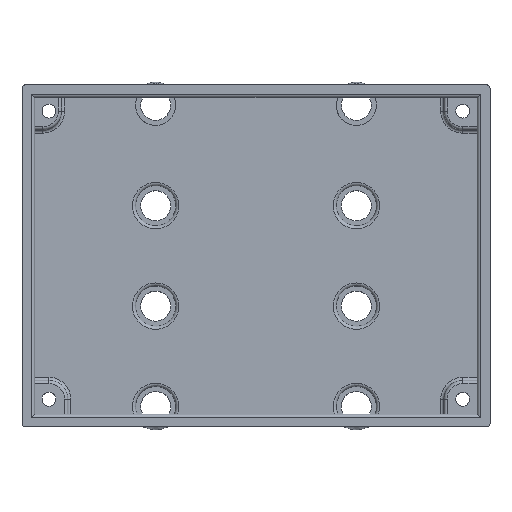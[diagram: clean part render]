
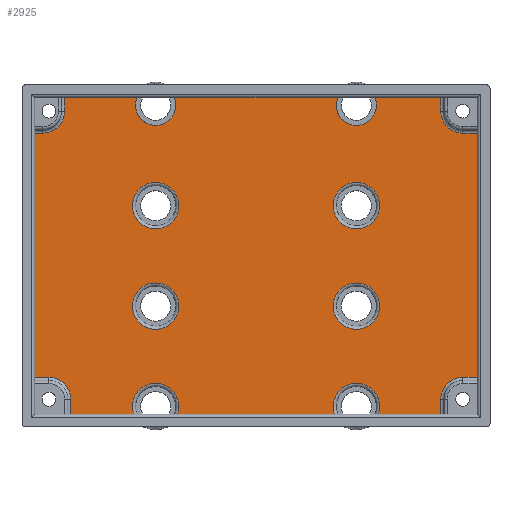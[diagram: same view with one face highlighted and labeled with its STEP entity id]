
A CAD part, top view. The second image highlights one B-rep face of the part: STEP entity #2925.
In plain terms, the highlighted planar face has unit normal (0, 0, 1).
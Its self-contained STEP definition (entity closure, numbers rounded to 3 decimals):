
#119=FACE_BOUND('',#671,.T.);
#120=FACE_BOUND('',#672,.T.);
#121=FACE_BOUND('',#673,.T.);
#122=FACE_BOUND('',#674,.T.);
#200=CIRCLE('',#3146,3.7);
#204=CIRCLE('',#3151,3.7);
#205=CIRCLE('',#3152,3.5);
#206=CIRCLE('',#3153,3.5);
#207=CIRCLE('',#3154,3.2);
#208=CIRCLE('',#3155,3.2);
#209=CIRCLE('',#3156,3.2);
#210=CIRCLE('',#3157,3.2);
#211=CIRCLE('',#3158,3.5);
#212=CIRCLE('',#3159,3.5);
#213=CIRCLE('',#3160,3.7);
#214=CIRCLE('',#3161,3.7);
#215=CIRCLE('',#3162,3.7);
#216=CIRCLE('',#3163,3.7);
#479=FACE_OUTER_BOUND('',#670,.T.);
#670=EDGE_LOOP('',(#2024,#2025,#2026,#2027,#2028,#2029,#2030,#2031,#2032,
#2033,#2034,#2035,#2036,#2037,#2038,#2039,#2040,#2041,#2042,#2043,#2044,
#2045,#2046,#2047,#2048,#2049));
#671=EDGE_LOOP('',(#2050));
#672=EDGE_LOOP('',(#2051));
#673=EDGE_LOOP('',(#2052));
#674=EDGE_LOOP('',(#2053));
#899=LINE('',#4545,#1059);
#907=LINE('',#4569,#1067);
#911=LINE('',#4599,#1071);
#917=LINE('',#4631,#1077);
#925=LINE('',#4655,#1085);
#929=LINE('',#4662,#1089);
#931=LINE('',#4680,#1091);
#932=LINE('',#4684,#1092);
#933=LINE('',#4686,#1093);
#934=LINE('',#4688,#1094);
#935=LINE('',#4691,#1095);
#936=LINE('',#4699,#1096);
#937=LINE('',#4703,#1097);
#938=LINE('',#4705,#1098);
#939=LINE('',#4707,#1099);
#940=LINE('',#4710,#1100);
#1059=VECTOR('',#3548,10.);
#1067=VECTOR('',#3564,10.);
#1071=VECTOR('',#3568,10.);
#1077=VECTOR('',#3588,10.);
#1085=VECTOR('',#3604,10.);
#1089=VECTOR('',#3608,10.);
#1091=VECTOR('',#3630,10.);
#1092=VECTOR('',#3633,10.);
#1093=VECTOR('',#3634,10.);
#1094=VECTOR('',#3635,10.);
#1095=VECTOR('',#3638,10.);
#1096=VECTOR('',#3647,10.);
#1097=VECTOR('',#3650,10.);
#1098=VECTOR('',#3651,10.);
#1099=VECTOR('',#3652,10.);
#1100=VECTOR('',#3655,10.);
#1233=VERTEX_POINT('',#4533);
#1234=VERTEX_POINT('',#4544);
#1245=VERTEX_POINT('',#4566);
#1246=VERTEX_POINT('',#4568);
#1251=VERTEX_POINT('',#4587);
#1252=VERTEX_POINT('',#4598);
#1259=VERTEX_POINT('',#4626);
#1260=VERTEX_POINT('',#4628);
#1261=VERTEX_POINT('',#4630);
#1272=VERTEX_POINT('',#4652);
#1273=VERTEX_POINT('',#4654);
#1276=VERTEX_POINT('',#4660);
#1279=VERTEX_POINT('',#4670);
#1282=VERTEX_POINT('',#4679);
#1283=VERTEX_POINT('',#4681);
#1284=VERTEX_POINT('',#4683);
#1285=VERTEX_POINT('',#4685);
#1286=VERTEX_POINT('',#4687);
#1287=VERTEX_POINT('',#4689);
#1288=VERTEX_POINT('',#4692);
#1289=VERTEX_POINT('',#4695);
#1290=VERTEX_POINT('',#4698);
#1291=VERTEX_POINT('',#4700);
#1292=VERTEX_POINT('',#4702);
#1293=VERTEX_POINT('',#4704);
#1294=VERTEX_POINT('',#4706);
#1295=VERTEX_POINT('',#4708);
#1296=VERTEX_POINT('',#4712);
#1297=VERTEX_POINT('',#4714);
#1298=VERTEX_POINT('',#4716);
#1514=EDGE_CURVE('',#1234,#1233,#899,.T.);
#1526=EDGE_CURVE('',#1246,#1245,#907,.T.);
#1532=EDGE_CURVE('',#1252,#1251,#911,.T.);
#1543=EDGE_CURVE('',#1261,#1260,#917,.T.);
#1555=EDGE_CURVE('',#1273,#1272,#925,.T.);
#1559=EDGE_CURVE('',#1259,#1276,#929,.T.);
#1563=EDGE_CURVE('',#1279,#1279,#200,.T.);
#1567=EDGE_CURVE('',#1246,#1251,#204,.T.);
#1568=EDGE_CURVE('',#1282,#1245,#931,.T.);
#1569=EDGE_CURVE('',#1283,#1282,#205,.T.);
#1570=EDGE_CURVE('',#1284,#1283,#932,.T.);
#1571=EDGE_CURVE('',#1284,#1285,#933,.T.);
#1572=EDGE_CURVE('',#1286,#1285,#934,.T.);
#1573=EDGE_CURVE('',#1287,#1286,#206,.T.);
#1574=EDGE_CURVE('',#1261,#1287,#935,.T.);
#1575=EDGE_CURVE('',#1260,#1288,#207,.T.);
#1576=EDGE_CURVE('',#1288,#1259,#208,.T.);
#1577=EDGE_CURVE('',#1276,#1289,#209,.T.);
#1578=EDGE_CURVE('',#1289,#1273,#210,.T.);
#1579=EDGE_CURVE('',#1290,#1272,#936,.T.);
#1580=EDGE_CURVE('',#1291,#1290,#211,.T.);
#1581=EDGE_CURVE('',#1292,#1291,#937,.T.);
#1582=EDGE_CURVE('',#1292,#1293,#938,.T.);
#1583=EDGE_CURVE('',#1294,#1293,#939,.T.);
#1584=EDGE_CURVE('',#1295,#1294,#212,.T.);
#1585=EDGE_CURVE('',#1234,#1295,#940,.T.);
#1586=EDGE_CURVE('',#1252,#1233,#213,.T.);
#1587=EDGE_CURVE('',#1296,#1296,#214,.T.);
#1588=EDGE_CURVE('',#1297,#1297,#215,.T.);
#1589=EDGE_CURVE('',#1298,#1298,#216,.T.);
#2024=ORIENTED_EDGE('',*,*,#1567,.F.);
#2025=ORIENTED_EDGE('',*,*,#1526,.T.);
#2026=ORIENTED_EDGE('',*,*,#1568,.F.);
#2027=ORIENTED_EDGE('',*,*,#1569,.F.);
#2028=ORIENTED_EDGE('',*,*,#1570,.F.);
#2029=ORIENTED_EDGE('',*,*,#1571,.T.);
#2030=ORIENTED_EDGE('',*,*,#1572,.F.);
#2031=ORIENTED_EDGE('',*,*,#1573,.F.);
#2032=ORIENTED_EDGE('',*,*,#1574,.F.);
#2033=ORIENTED_EDGE('',*,*,#1543,.T.);
#2034=ORIENTED_EDGE('',*,*,#1575,.T.);
#2035=ORIENTED_EDGE('',*,*,#1576,.T.);
#2036=ORIENTED_EDGE('',*,*,#1559,.T.);
#2037=ORIENTED_EDGE('',*,*,#1577,.T.);
#2038=ORIENTED_EDGE('',*,*,#1578,.T.);
#2039=ORIENTED_EDGE('',*,*,#1555,.T.);
#2040=ORIENTED_EDGE('',*,*,#1579,.F.);
#2041=ORIENTED_EDGE('',*,*,#1580,.F.);
#2042=ORIENTED_EDGE('',*,*,#1581,.F.);
#2043=ORIENTED_EDGE('',*,*,#1582,.T.);
#2044=ORIENTED_EDGE('',*,*,#1583,.F.);
#2045=ORIENTED_EDGE('',*,*,#1584,.F.);
#2046=ORIENTED_EDGE('',*,*,#1585,.F.);
#2047=ORIENTED_EDGE('',*,*,#1514,.T.);
#2048=ORIENTED_EDGE('',*,*,#1586,.F.);
#2049=ORIENTED_EDGE('',*,*,#1532,.T.);
#2050=ORIENTED_EDGE('',*,*,#1587,.F.);
#2051=ORIENTED_EDGE('',*,*,#1588,.F.);
#2052=ORIENTED_EDGE('',*,*,#1589,.F.);
#2053=ORIENTED_EDGE('',*,*,#1563,.F.);
#2869=PLANE('',#3150);
#2925=ADVANCED_FACE('',(#479,#119,#120,#121,#122),#2869,.T.);
#3146=AXIS2_PLACEMENT_3D('',#4671,#3618,#3619);
#3150=AXIS2_PLACEMENT_3D('',#4677,#3626,#3627);
#3151=AXIS2_PLACEMENT_3D('',#4678,#3628,#3629);
#3152=AXIS2_PLACEMENT_3D('',#4682,#3631,#3632);
#3153=AXIS2_PLACEMENT_3D('',#4690,#3636,#3637);
#3154=AXIS2_PLACEMENT_3D('',#4693,#3639,#3640);
#3155=AXIS2_PLACEMENT_3D('',#4694,#3641,#3642);
#3156=AXIS2_PLACEMENT_3D('',#4696,#3643,#3644);
#3157=AXIS2_PLACEMENT_3D('',#4697,#3645,#3646);
#3158=AXIS2_PLACEMENT_3D('',#4701,#3648,#3649);
#3159=AXIS2_PLACEMENT_3D('',#4709,#3653,#3654);
#3160=AXIS2_PLACEMENT_3D('',#4711,#3656,#3657);
#3161=AXIS2_PLACEMENT_3D('',#4713,#3658,#3659);
#3162=AXIS2_PLACEMENT_3D('',#4715,#3660,#3661);
#3163=AXIS2_PLACEMENT_3D('',#4717,#3662,#3663);
#3548=DIRECTION('',(1.,0.,0.));
#3564=DIRECTION('',(1.,0.,0.));
#3568=DIRECTION('',(1.,0.,0.));
#3588=DIRECTION('',(-1.,0.,0.));
#3604=DIRECTION('',(-1.,0.,0.));
#3608=DIRECTION('',(-1.,0.,0.));
#3618=DIRECTION('center_axis',(0.,0.,1.));
#3619=DIRECTION('ref_axis',(1.,0.,0.));
#3626=DIRECTION('center_axis',(0.,0.,1.));
#3627=DIRECTION('ref_axis',(1.,0.,0.));
#3628=DIRECTION('center_axis',(0.,0.,1.));
#3629=DIRECTION('ref_axis',(0.,1.,0.));
#3630=DIRECTION('',(0.,-1.,0.));
#3631=DIRECTION('center_axis',(0.,0.,1.));
#3632=DIRECTION('ref_axis',(-0.707,0.707,0.));
#3633=DIRECTION('',(-1.,0.,0.));
#3634=DIRECTION('',(0.,1.,0.));
#3635=DIRECTION('',(1.,0.,0.));
#3636=DIRECTION('center_axis',(0.,0.,1.));
#3637=DIRECTION('ref_axis',(-0.707,-0.707,0.));
#3638=DIRECTION('',(0.,-1.,0.));
#3639=DIRECTION('center_axis',(0.,0.,-1.));
#3640=DIRECTION('ref_axis',(1.,0.,0.));
#3641=DIRECTION('center_axis',(0.,0.,-1.));
#3642=DIRECTION('ref_axis',(1.,0.,0.));
#3643=DIRECTION('center_axis',(0.,0.,-1.));
#3644=DIRECTION('ref_axis',(1.,0.,0.));
#3645=DIRECTION('center_axis',(0.,0.,-1.));
#3646=DIRECTION('ref_axis',(1.,0.,0.));
#3647=DIRECTION('',(0.,1.,0.));
#3648=DIRECTION('center_axis',(0.,0.,1.));
#3649=DIRECTION('ref_axis',(0.707,-0.707,0.));
#3650=DIRECTION('',(1.,0.,0.));
#3651=DIRECTION('',(0.,-1.,0.));
#3652=DIRECTION('',(-1.,0.,0.));
#3653=DIRECTION('center_axis',(0.,0.,1.));
#3654=DIRECTION('ref_axis',(0.707,0.707,0.));
#3655=DIRECTION('',(0.,1.,0.));
#3656=DIRECTION('center_axis',(0.,0.,1.));
#3657=DIRECTION('ref_axis',(0.,1.,0.));
#3658=DIRECTION('center_axis',(0.,0.,1.));
#3659=DIRECTION('ref_axis',(1.,0.,0.));
#3660=DIRECTION('center_axis',(0.,0.,1.));
#3661=DIRECTION('ref_axis',(1.,0.,0.));
#3662=DIRECTION('center_axis',(0.,0.,1.));
#3663=DIRECTION('ref_axis',(1.,0.,0.));
#4533=CARTESIAN_POINT('',(-19.482,-25.25,0.));
#4544=CARTESIAN_POINT('',(-29.5,-25.25,0.));
#4545=CARTESIAN_POINT('',(17.65,-25.25,0.));
#4566=CARTESIAN_POINT('',(29.45,-25.25,0.));
#4568=CARTESIAN_POINT('',(19.482,-25.25,0.));
#4569=CARTESIAN_POINT('',(17.65,-25.25,0.));
#4587=CARTESIAN_POINT('',(12.518,-25.25,0.));
#4598=CARTESIAN_POINT('',(-12.518,-25.25,0.));
#4599=CARTESIAN_POINT('',(17.65,-25.25,0.));
#4626=CARTESIAN_POINT('',(13.054,25.25,0.));
#4628=CARTESIAN_POINT('',(18.946,25.25,0.));
#4630=CARTESIAN_POINT('',(29.45,25.25,0.));
#4631=CARTESIAN_POINT('',(-17.65,25.25,0.));
#4652=CARTESIAN_POINT('',(-30.5,25.25,0.));
#4654=CARTESIAN_POINT('',(-18.946,25.25,0.));
#4655=CARTESIAN_POINT('',(-17.65,25.25,0.));
#4660=CARTESIAN_POINT('',(-13.054,25.25,0.));
#4662=CARTESIAN_POINT('',(-17.65,25.25,0.));
#4670=CARTESIAN_POINT('',(-12.3,8.,0.));
#4671=CARTESIAN_POINT('Origin',(-16.,8.,0.));
#4677=CARTESIAN_POINT('Origin',(0.,0.,
0.));
#4678=CARTESIAN_POINT('Origin',(16.,-24.,0.));
#4679=CARTESIAN_POINT('',(29.45,-22.85,0.));
#4680=CARTESIAN_POINT('',(29.45,-11.425,0.));
#4681=CARTESIAN_POINT('',(32.95,-19.35,0.));
#4682=CARTESIAN_POINT('Origin',(32.95,-22.85,0.));
#4683=CARTESIAN_POINT('',(35.3,-19.35,0.));
#4684=CARTESIAN_POINT('',(17.65,-19.35,0.));
#4685=CARTESIAN_POINT('',(35.3,19.57,0.));
#4686=CARTESIAN_POINT('',(35.3,12.625,0.));
#4687=CARTESIAN_POINT('',(32.95,19.57,0.));
#4688=CARTESIAN_POINT('',(16.475,19.57,0.));
#4689=CARTESIAN_POINT('',(29.45,23.07,0.));
#4690=CARTESIAN_POINT('Origin',(32.95,23.07,0.));
#4691=CARTESIAN_POINT('',(29.45,12.625,0.));
#4692=CARTESIAN_POINT('',(12.8,24.,0.));
#4693=CARTESIAN_POINT('Origin',(16.,24.,0.));
#4694=CARTESIAN_POINT('Origin',(16.,24.,0.));
#4695=CARTESIAN_POINT('',(-19.2,24.,0.));
#4696=CARTESIAN_POINT('Origin',(-16.,24.,0.));
#4697=CARTESIAN_POINT('Origin',(-16.,24.,0.));
#4698=CARTESIAN_POINT('',(-30.5,23.07,0.));
#4699=CARTESIAN_POINT('',(-30.5,11.535,0.));
#4700=CARTESIAN_POINT('',(-34.,19.57,0.));
#4701=CARTESIAN_POINT('Origin',(-34.,23.07,0.));
#4702=CARTESIAN_POINT('',(-35.3,19.57,0.));
#4703=CARTESIAN_POINT('',(-17.65,19.57,0.));
#4704=CARTESIAN_POINT('',(-35.3,-19.35,0.));
#4705=CARTESIAN_POINT('',(-35.3,-12.625,0.));
#4706=CARTESIAN_POINT('',(-33.,-19.35,0.));
#4707=CARTESIAN_POINT('',(-16.5,-19.35,0.));
#4708=CARTESIAN_POINT('',(-29.5,-22.85,0.));
#4709=CARTESIAN_POINT('Origin',(-33.,-22.85,0.));
#4710=CARTESIAN_POINT('',(-29.5,-12.625,0.));
#4711=CARTESIAN_POINT('Origin',(-16.,-24.,0.));
#4712=CARTESIAN_POINT('',(19.7,8.,0.));
#4713=CARTESIAN_POINT('Origin',(16.,8.,0.));
#4714=CARTESIAN_POINT('',(-12.3,-8.,0.));
#4715=CARTESIAN_POINT('Origin',(-16.,-8.,0.));
#4716=CARTESIAN_POINT('',(19.7,-8.,0.));
#4717=CARTESIAN_POINT('Origin',(16.,-8.,0.));
